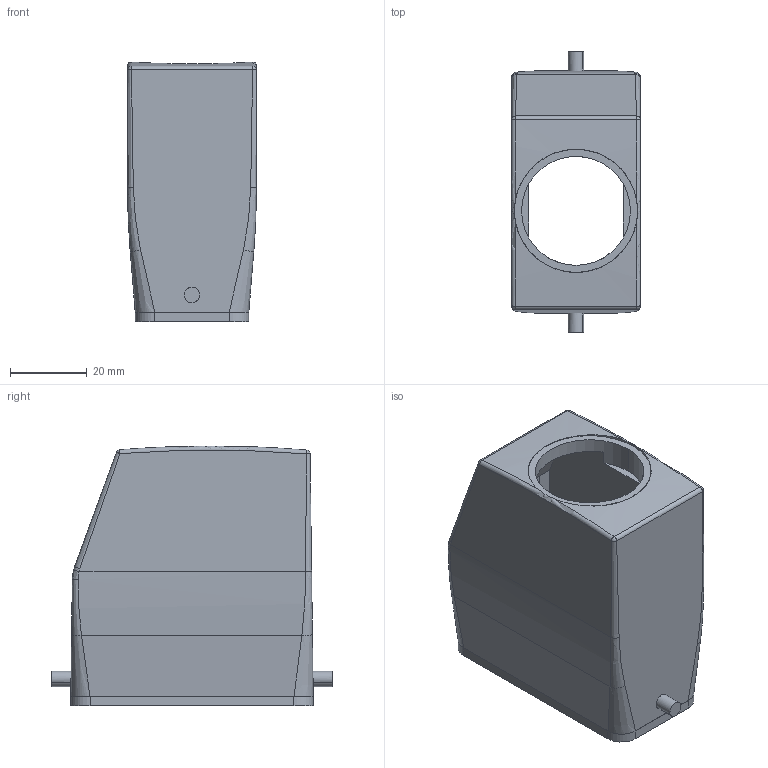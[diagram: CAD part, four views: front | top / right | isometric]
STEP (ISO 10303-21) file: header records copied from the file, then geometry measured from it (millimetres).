
FILE_DESCRIPTION(('CATIA V5 STEP Exchange','CAx-IF Rec.Pracs.--- Model Styling and Organization---1.4--- 2014-01-23'),'2;1');
FILE_NAME ('13501868_3', '2019-07-25T14:16:04+00:00', ('none'), ('Weidmueller'), 'CATIA Version 5-6 Release 2016 SP3 HF44', 'CATIA V5 STEP AP214', 'none');
FILE_SCHEMA(('AUTOMOTIVE_DESIGN { 1 0 10303 214 1 1 1 1 }'));
Length unit declared in the file: millimetre
Products named in the file (1): 1663990000
Bounding box: 33.5 x 73 x 67.49 mm (x, y, z)
Volume: 48667.9 mm3; surface area: 25721.5 mm2
Topology: 2 solids, 2 shells, 121 faces, 287 edges, 174 vertices
Faces by surface type: plane 58, cylinder 41, bspline 20, torus 2
Entity records: 5019 total; most frequent: CARTESIAN_POINT 2517, ORIENTED_EDGE 574, DIRECTION 355, EDGE_CURVE 287, VERTEX_POINT 174, AXIS2_PLACEMENT_3D 145, VECTOR 139, LINE 139
